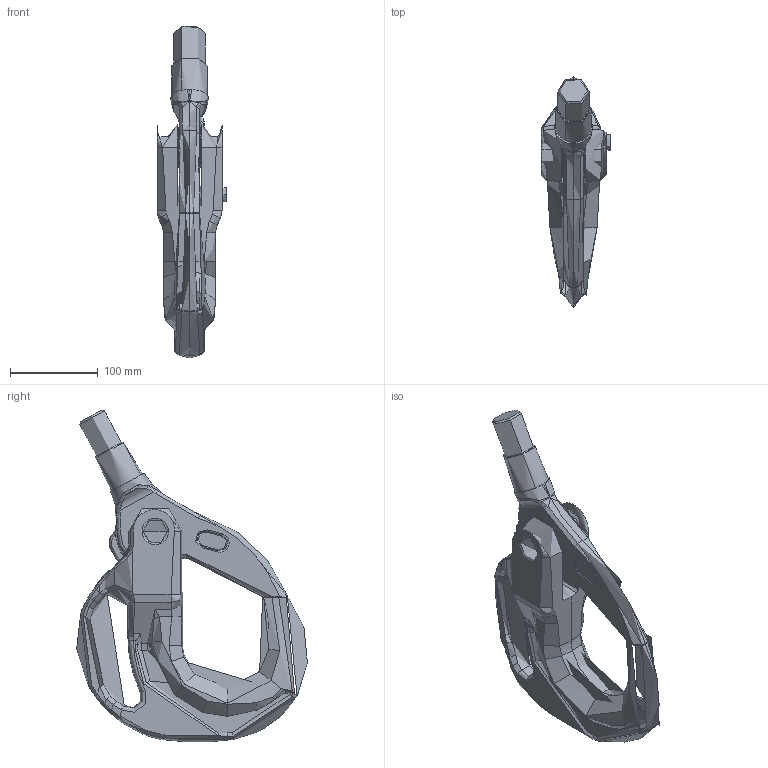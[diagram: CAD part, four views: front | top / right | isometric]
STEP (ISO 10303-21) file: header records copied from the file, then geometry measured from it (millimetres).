
FILE_DESCRIPTION(('CATIA V5 STEP Exchange'),'2;1');
FILE_NAME('X-952N-20.stp','2017-06-22T07:01:06+00:00',('none'),('none'),'CATIA Version 5 Release 21 GA (IN-10)','CATIA V5 STEP AP203','none');
FILE_SCHEMA(('CONFIG_CONTROL_DESIGN'));
Products named in the file (1): X-952N-20
Assembly tree (3 placements, depth 2):
  X-952N-20
    #58
    #46275
    #46922
Bounding box: 79.65 x 262.49 x 377.66 mm (x, y, z)
Volume: 12328.7 mm3
Topology: 5 solids, 20 shells, 531 faces, 1268 edges, 739 vertices
Faces by surface type: bspline 262, cone 84, cylinder 77, plane 52, torus 52, revolution 4
Full cylindrical faces by diameter (mm): 4 x4, 30 x1
Entity records: 58402 total; most frequent: CARTESIAN_POINT 48697, ORIENTED_EDGE 2512, EDGE_CURVE 1256, DIRECTION 970, B_SPLINE_CURVE_WITH_KNOTS 786, VERTEX_POINT 726, EDGE_LOOP 558, ADVANCED_FACE 540
